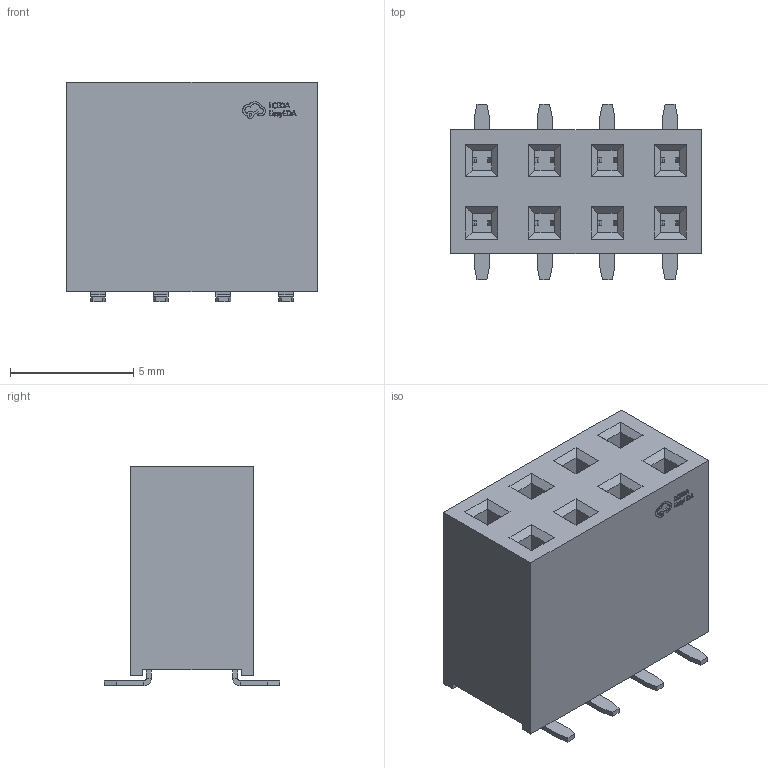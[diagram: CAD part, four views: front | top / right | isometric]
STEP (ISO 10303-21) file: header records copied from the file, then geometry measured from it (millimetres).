
FILE_DESCRIPTION(('FreeCAD Model'),'2;1');
FILE_NAME('Open CASCADE Shape Model','2025-01-11T15:42:08',('Author'),( ''),'Open CASCADE STEP processor 7.8','FreeCAD','Unknown');
FILE_SCHEMA(('AUTOMOTIVE_DESIGN { 1 0 10303 214 1 1 1 1 }'));
Length unit declared in the file: millimetre
Products named in the file (1): qBNj-CN1-HDR-SMD_8P-P2.54-V-F-R2-C4-S7.1
Bounding box: 10.16 x 7.1 x 8.9 mm (x, y, z)
Volume: 412.8 mm3; surface area: 441.4 mm2
Topology: 1 solids, 1 shells, 565 faces, 1467 edges, 946 vertices
Faces by surface type: plane 421, bspline 112, cylinder 32
Entity records: 21498 total; most frequent: CARTESIAN_POINT 5083, ORIENTED_EDGE 2934, DIRECTION 2211, EDGE_CURVE 1467, LINE 1175, VECTOR 1175, VERTEX_POINT 946, FACE_BOUND 607
